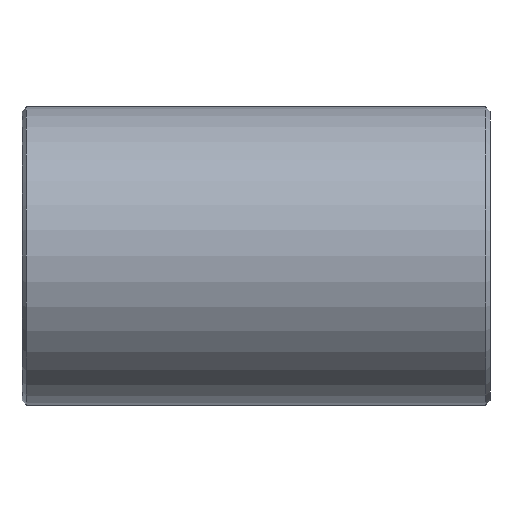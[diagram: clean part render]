
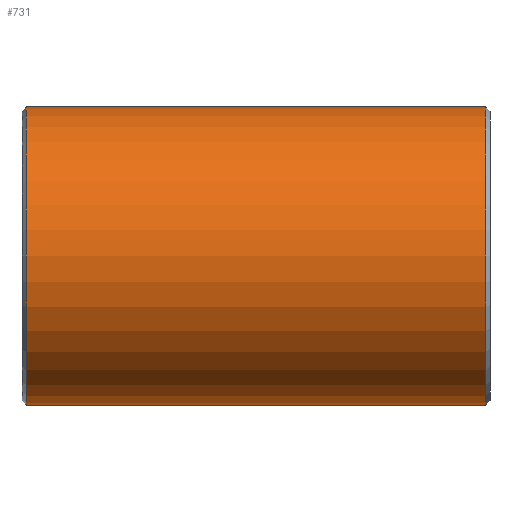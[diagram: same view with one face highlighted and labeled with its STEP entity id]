
A CAD part, front view. The second image highlights one B-rep face of the part: STEP entity #731.
In plain terms, the highlighted cylindrical face has radius 161.925 mm (diameter 323.85 mm), a partial arc.
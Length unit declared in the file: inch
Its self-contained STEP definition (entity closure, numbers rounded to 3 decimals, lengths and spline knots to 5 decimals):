
#3 = EDGE_CURVE ( 'NONE', #942, #610, #319, .T. ) ;
#5 = ORIENTED_EDGE ( 'NONE', *, *, #467, .T. ) ;
#20 = CARTESIAN_POINT ( 'NONE',  ( 9.81267, 0., -6.375 ) ) ;
#51 = VECTOR ( 'NONE', #543, 39.37008 ) ;
#86 = ORIENTED_EDGE ( 'NONE', *, *, #733, .T. ) ;
#161 = DIRECTION ( 'NONE',  ( 1., 0., 0. ) ) ;
#203 = AXIS2_PLACEMENT_3D ( 'NONE', #603, #231, #450 ) ;
#226 = CARTESIAN_POINT ( 'NONE',  ( 10., 0., -6.375 ) ) ;
#231 = DIRECTION ( 'NONE',  ( -1., 0., 0. ) ) ;
#237 = VECTOR ( 'NONE', #387, 39.37008 ) ;
#246 = ORIENTED_EDGE ( 'NONE', *, *, #3, .T. ) ;
#319 = LINE ( 'NONE', #917, #51 ) ;
#387 = DIRECTION ( 'NONE',  ( -1., 0., 0. ) ) ;
#391 = CARTESIAN_POINT ( 'NONE',  ( -9.81267, 0., 0. ) ) ;
#450 = DIRECTION ( 'NONE',  ( 0., 0., 1. ) ) ;
#453 = VERTEX_POINT ( 'NONE', #751 ) ;
#460 = DIRECTION ( 'NONE',  ( 0., 0., 1. ) ) ;
#462 = VERTEX_POINT ( 'NONE', #20 ) ;
#464 = FACE_OUTER_BOUND ( 'NONE', #566, .T. ) ;
#467 = EDGE_CURVE ( 'NONE', #462, #942, #553, .T. ) ;
#468 = ORIENTED_EDGE ( 'NONE', *, *, #841, .F. ) ;
#497 = AXIS2_PLACEMENT_3D ( 'NONE', #597, #680, #805 ) ;
#543 = DIRECTION ( 'NONE',  ( -1., 0., 0. ) ) ;
#553 = CIRCLE ( 'NONE', #497, 6.375 ) ;
#566 = EDGE_LOOP ( 'NONE', ( #468, #5, #246, #86 ) ) ;
#597 = CARTESIAN_POINT ( 'NONE',  ( 9.81267, 0., 0. ) ) ;
#603 = CARTESIAN_POINT ( 'NONE',  ( 10., 0., 0. ) ) ;
#608 = LINE ( 'NONE', #226, #237 ) ;
#610 = VERTEX_POINT ( 'NONE', #742 ) ;
#616 = CIRCLE ( 'NONE', #861, 6.375 ) ;
#648 = CARTESIAN_POINT ( 'NONE',  ( 9.81267, 0., 6.375 ) ) ;
#669 = CYLINDRICAL_SURFACE ( 'NONE', #203, 6.375 ) ;
#680 = DIRECTION ( 'NONE',  ( -1., 0., 0. ) ) ;
#731 = ADVANCED_FACE ( 'NONE', ( #464 ), #669, .T. ) ;
#733 = EDGE_CURVE ( 'NONE', #610, #453, #616, .T. ) ;
#742 = CARTESIAN_POINT ( 'NONE',  ( -9.81267, 0., 6.375 ) ) ;
#751 = CARTESIAN_POINT ( 'NONE',  ( -9.81267, 0., -6.375 ) ) ;
#805 = DIRECTION ( 'NONE',  ( 0., 0., -1. ) ) ;
#841 = EDGE_CURVE ( 'NONE', #462, #453, #608, .T. ) ;
#861 = AXIS2_PLACEMENT_3D ( 'NONE', #391, #161, #460 ) ;
#917 = CARTESIAN_POINT ( 'NONE',  ( 10., 0., 6.375 ) ) ;
#942 = VERTEX_POINT ( 'NONE', #648 ) ;
